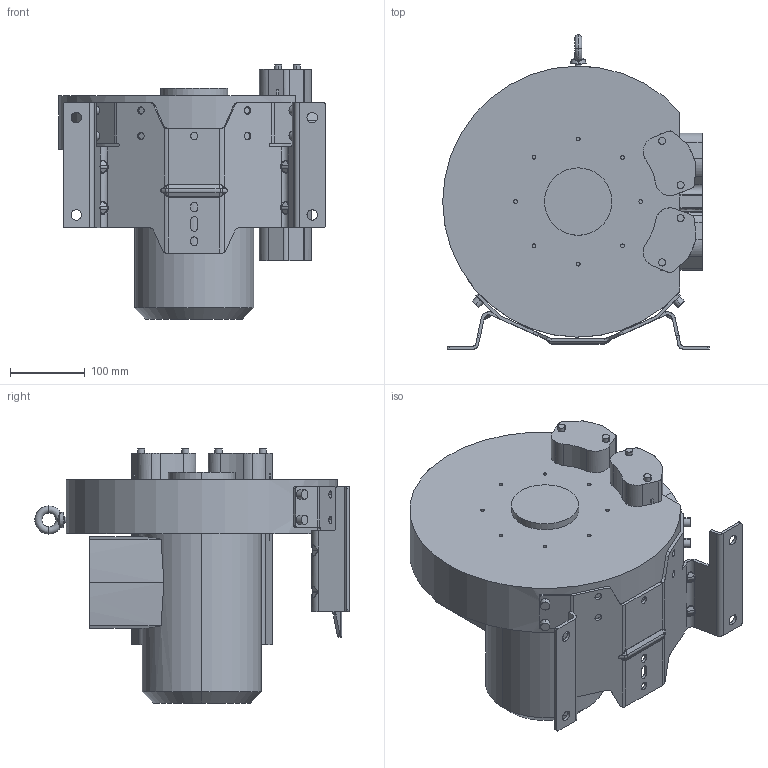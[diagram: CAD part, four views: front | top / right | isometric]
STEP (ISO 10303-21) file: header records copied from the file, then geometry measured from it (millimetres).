
FILE_DESCRIPTION (( 'STEP AP203' ), '1' );
FILE_NAME ('4RB410-0AP16-1.STEP', '2025-05-14T07:21:29', ( '' ), ( '' ), 'SwSTEP 2.0', 'SolidWorks 2025', '' );
FILE_SCHEMA (( 'CONFIG_CONTROL_DESIGN' ));
Length unit declared in the file: millimetre
Products named in the file (1): 4RB410-0AP16-1
Bounding box: 355.95 x 419.71 x 339.25 mm (x, y, z)
Volume: 14579157.4 mm3; surface area: 687903.5 mm2
Topology: 1 solids, 1 shells, 506 faces, 1305 edges, 838 vertices
Faces by surface type: cylinder 245, plane 162, bspline 78, torus 10, cone 7, sphere 4
Entity records: 23281 total; most frequent: CARTESIAN_POINT 11709, ORIENTED_EDGE 2610, DIRECTION 2084, EDGE_CURVE 1305, VERTEX_POINT 838, AXIS2_PLACEMENT_3D 797, EDGE_LOOP 575, ADVANCED_FACE 506
